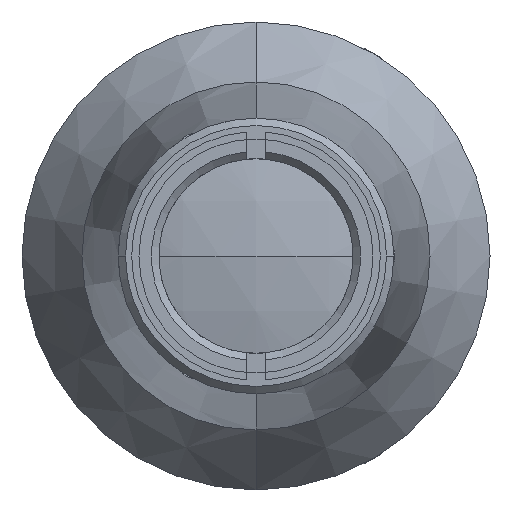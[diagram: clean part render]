
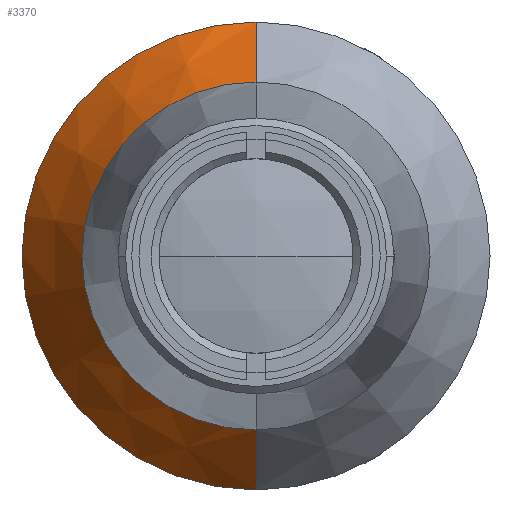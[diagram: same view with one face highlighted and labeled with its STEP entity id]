
A CAD part, left-side view. The second image highlights one B-rep face of the part: STEP entity #3370.
In plain terms, the highlighted conical face has half-angle 34.136 degrees and reference radius 32 mm.
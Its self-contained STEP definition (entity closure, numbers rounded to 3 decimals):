
#43 = VECTOR ( 'NONE', #3271, 1000. ) ;
#87 = VERTEX_POINT ( 'NONE', #1633 ) ;
#203 = CARTESIAN_POINT ( 'NONE',  ( 140.667, 0., -32. ) ) ;
#210 = VECTOR ( 'NONE', #1691, 1000. ) ;
#325 = DIRECTION ( 'NONE',  ( 1., 0., 0. ) ) ;
#567 = LINE ( 'NONE', #203, #210 ) ;
#584 = CARTESIAN_POINT ( 'NONE',  ( 128.572, 0., -23.8 ) ) ;
#727 = DIRECTION ( 'NONE',  ( 0., 0., -1. ) ) ;
#1100 = VERTEX_POINT ( 'NONE', #584 ) ;
#1124 = CONICAL_SURFACE ( 'NONE', #4360, 32., 0.596 ) ;
#1393 = FACE_OUTER_BOUND ( 'NONE', #1960, .T. ) ;
#1457 = DIRECTION ( 'NONE',  ( -1., 0., 0. ) ) ;
#1533 = DIRECTION ( 'NONE',  ( 0., 0., 1. ) ) ;
#1561 = ORIENTED_EDGE ( 'NONE', *, *, #2748, .T. ) ;
#1633 = CARTESIAN_POINT ( 'NONE',  ( 128.572, 0., 23.8 ) ) ;
#1644 = CIRCLE ( 'NONE', #4119, 32. ) ;
#1691 = DIRECTION ( 'NONE',  ( 0.828, 0., -0.561 ) ) ;
#1709 = EDGE_CURVE ( 'NONE', #3118, #3837, #1644, .T. ) ;
#1866 = CARTESIAN_POINT ( 'NONE',  ( 140.667, 0., -32. ) ) ;
#1879 = EDGE_CURVE ( 'NONE', #87, #1100, #4355, .T. ) ;
#1960 = EDGE_LOOP ( 'NONE', ( #3060, #1561, #3546, #4239 ) ) ;
#2102 = CARTESIAN_POINT ( 'NONE',  ( 140.667, 0., 32. ) ) ;
#2269 = CARTESIAN_POINT ( 'NONE',  ( 140.667, 0., 32. ) ) ;
#2617 = LINE ( 'NONE', #2269, #43 ) ;
#2623 = AXIS2_PLACEMENT_3D ( 'NONE', #3261, #4036, #1533 ) ;
#2748 = EDGE_CURVE ( 'NONE', #87, #3118, #2617, .T. ) ;
#3060 = ORIENTED_EDGE ( 'NONE', *, *, #1879, .F. ) ;
#3118 = VERTEX_POINT ( 'NONE', #2102 ) ;
#3178 = EDGE_CURVE ( 'NONE', #1100, #3837, #567, .T. ) ;
#3261 = CARTESIAN_POINT ( 'NONE',  ( 128.572, 0., 0. ) ) ;
#3271 = DIRECTION ( 'NONE',  ( 0.828, 0., 0.561 ) ) ;
#3370 = ADVANCED_FACE ( 'NONE', ( #1393 ), #1124, .T. ) ;
#3546 = ORIENTED_EDGE ( 'NONE', *, *, #1709, .T. ) ;
#3837 = VERTEX_POINT ( 'NONE', #1866 ) ;
#3995 = CARTESIAN_POINT ( 'NONE',  ( 140.667, 0., 0. ) ) ;
#4032 = DIRECTION ( 'NONE',  ( 0., 0., 1. ) ) ;
#4036 = DIRECTION ( 'NONE',  ( -1., 0., 0. ) ) ;
#4119 = AXIS2_PLACEMENT_3D ( 'NONE', #4235, #1457, #4032 ) ;
#4235 = CARTESIAN_POINT ( 'NONE',  ( 140.667, 0., 0. ) ) ;
#4239 = ORIENTED_EDGE ( 'NONE', *, *, #3178, .F. ) ;
#4355 = CIRCLE ( 'NONE', #2623, 23.8 ) ;
#4360 = AXIS2_PLACEMENT_3D ( 'NONE', #3995, #325, #727 ) ;
